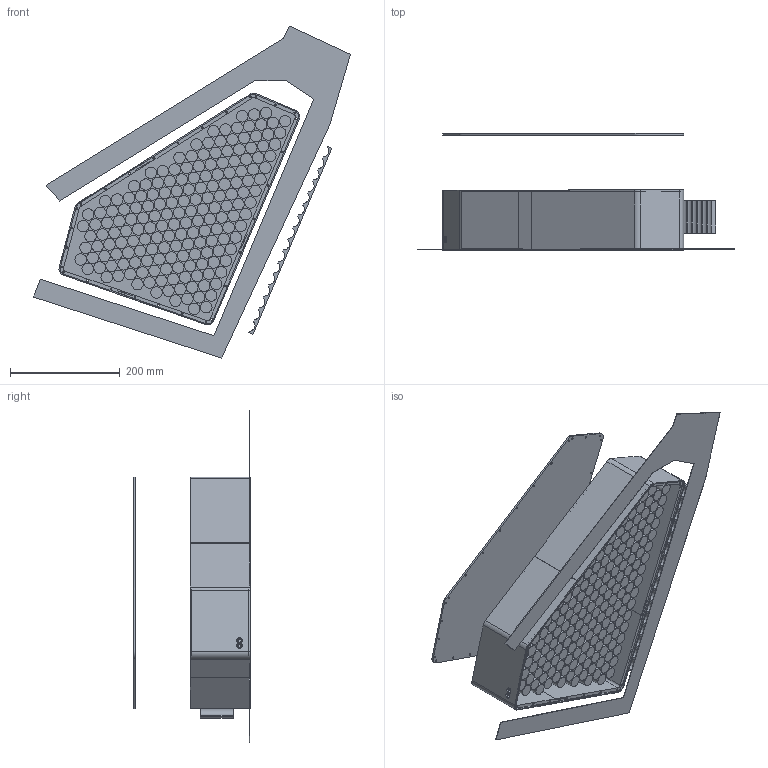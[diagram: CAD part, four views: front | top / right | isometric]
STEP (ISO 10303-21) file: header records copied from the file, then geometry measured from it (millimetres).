
FILE_DESCRIPTION(/* description */ ('','CAx-IF Rec.Pracs.---Representation and Presentation of Product Manufacturing Information (PMI)---4.0---2014-10-13'),/* implementation_level */ '2;1');
FILE_NAME(/* name */ 'Batterie 2 greyxor (v8).step',/* time_stamp */ '2025-04-09T08:32:38+02:00',/* author */ (''),/* organization */ (''),/* preprocessor_version */ 'ST-DEVELOPER v20',/* originating_system */ 'Autodesk Translation Framework v13.20.0.188',/* authorisation */ '');
FILE_SCHEMA (('AP242_MANAGED_MODEL_BASED_3D_ENGINEERING_MIM_LF { 1 0 10303 442 1 1 4 }'));
Length unit declared in the file: millimetre
Products named in the file (1): Batterie 2 greyxor (v8~recovered)
Bounding box: 576.93 x 212.82 x 604.62 mm (x, y, z)
Volume: 6157832.7 mm3; surface area: 1912696.4 mm2
Topology: 187 solids, 187 shells, 814 faces, 1324 edges, 882 vertices
Faces by surface type: plane 495, cylinder 315, torus 4
Full cylindrical faces by diameter (mm): 2.94 x87, 7 x2, 21 x180
Entity records: 19149 total; most frequent: DIRECTION 3592, CARTESIAN_POINT 3041, ORIENTED_EDGE 2648, AXIS2_PLACEMENT_3D 1457, EDGE_CURVE 1324, EDGE_LOOP 990, VERTEX_POINT 882, FACE_OUTER_BOUND 814
